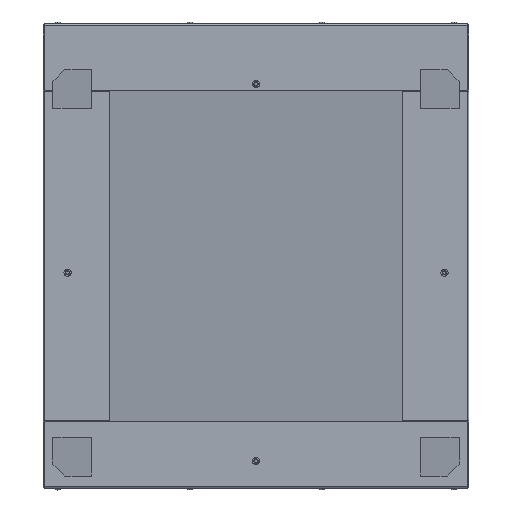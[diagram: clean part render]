
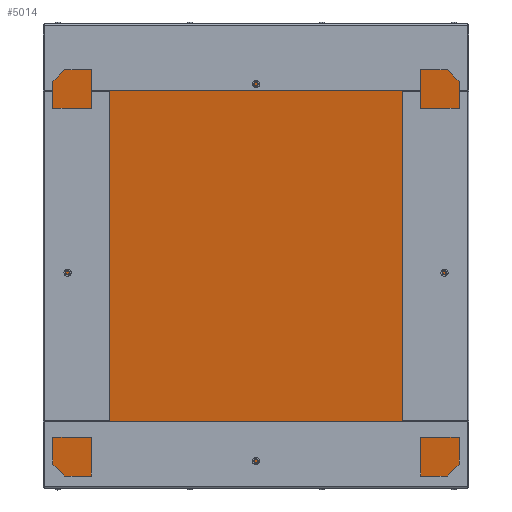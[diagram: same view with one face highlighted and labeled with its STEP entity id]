
A CAD part, front view. The second image highlights one B-rep face of the part: STEP entity #5014.
In plain terms, the highlighted planar face has unit normal (0, -0.99, -0.141).
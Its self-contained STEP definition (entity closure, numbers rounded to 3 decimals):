
#70 = CARTESIAN_POINT ( 'NONE',  ( -318., 118.684, -697.859 ) ) ;
#304 = CARTESIAN_POINT ( 'NONE',  ( 318., 19.255, -1.859 ) ) ;
#370 = FACE_OUTER_BOUND ( 'NONE', #4680, .T. ) ;
#504 = ORIENTED_EDGE ( 'NONE', *, *, #2342, .F. ) ;
#655 = LINE ( 'NONE', #6342, #4968 ) ;
#785 = DIRECTION ( 'NONE',  ( -1., 0., 0. ) ) ;
#910 = ORIENTED_EDGE ( 'NONE', *, *, #2584, .T. ) ;
#950 = DIRECTION ( 'NONE',  ( 0., 0.141, -0.99 ) ) ;
#1803 = VERTEX_POINT ( 'NONE', #4052 ) ;
#1832 = ORIENTED_EDGE ( 'NONE', *, *, #6425, .T. ) ;
#2204 = CARTESIAN_POINT ( 'NONE',  ( -318., 119.01, -700.141 ) ) ;
#2342 = EDGE_CURVE ( 'NONE', #3452, #5466, #5255, .T. ) ;
#2547 = LINE ( 'NONE', #5596, #5544 ) ;
#2584 = EDGE_CURVE ( 'NONE', #3662, #5466, #2547, .T. ) ;
#2732 = EDGE_CURVE ( 'NONE', #1803, #3452, #655, .T. ) ;
#2741 = ORIENTED_EDGE ( 'NONE', *, *, #2732, .F. ) ;
#3184 = DIRECTION ( 'NONE',  ( -1., 0., 0. ) ) ;
#3272 = VECTOR ( 'NONE', #6402, 1000. ) ;
#3452 = VERTEX_POINT ( 'NONE', #70 ) ;
#3662 = VERTEX_POINT ( 'NONE', #304 ) ;
#4047 = VECTOR ( 'NONE', #6330, 1000. ) ;
#4052 = CARTESIAN_POINT ( 'NONE',  ( 318., 118.684, -697.859 ) ) ;
#4680 = EDGE_LOOP ( 'NONE', ( #504, #2741, #1832, #910 ) ) ;
#4785 = AXIS2_PLACEMENT_3D ( 'NONE', #6581, #5583, #950 ) ;
#4932 = CARTESIAN_POINT ( 'NONE',  ( 318., 119.01, -700.141 ) ) ;
#4948 = PLANE ( 'NONE',  #4785 ) ;
#4968 = VECTOR ( 'NONE', #785, 1000. ) ;
#5014 = ADVANCED_FACE ( 'NONE', ( #370 ), #4948, .T. ) ;
#5255 = LINE ( 'NONE', #2204, #4047 ) ;
#5466 = VERTEX_POINT ( 'NONE', #6480 ) ;
#5524 = LINE ( 'NONE', #4932, #3272 ) ;
#5544 = VECTOR ( 'NONE', #3184, 1000. ) ;
#5583 = DIRECTION ( 'NONE',  ( 0., -0.99, -0.141 ) ) ;
#5596 = CARTESIAN_POINT ( 'NONE',  ( 318., 19.255, -1.859 ) ) ;
#6330 = DIRECTION ( 'NONE',  ( 0., -0.141, 0.99 ) ) ;
#6342 = CARTESIAN_POINT ( 'NONE',  ( 318., 118.684, -697.859 ) ) ;
#6402 = DIRECTION ( 'NONE',  ( 0., -0.141, 0.99 ) ) ;
#6425 = EDGE_CURVE ( 'NONE', #1803, #3662, #5524, .T. ) ;
#6480 = CARTESIAN_POINT ( 'NONE',  ( -318., 19.255, -1.859 ) ) ;
#6581 = CARTESIAN_POINT ( 'NONE',  ( 318., 119.01, -700.141 ) ) ;
